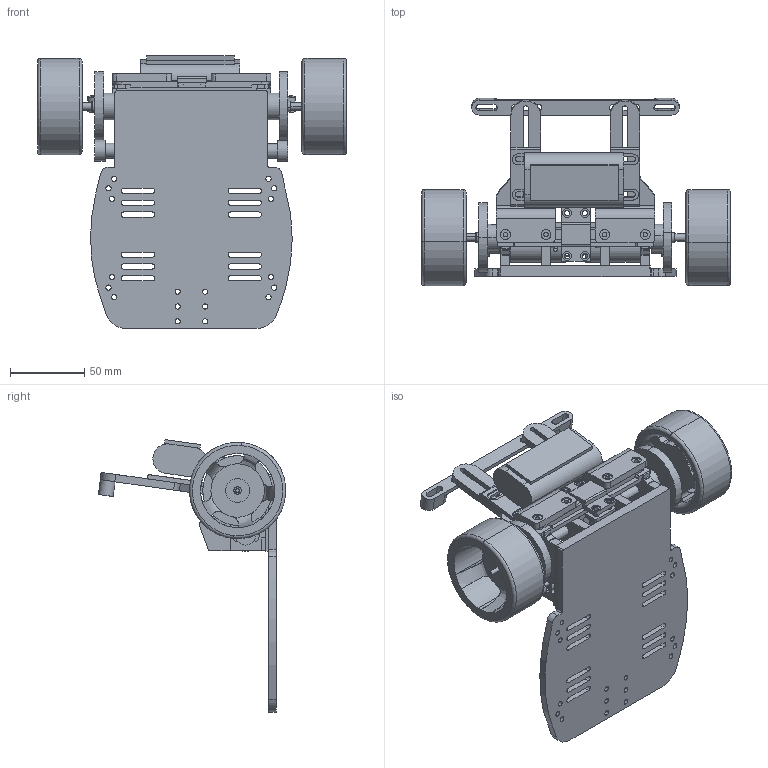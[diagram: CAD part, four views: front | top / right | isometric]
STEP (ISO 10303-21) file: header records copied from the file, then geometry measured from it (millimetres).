
FILE_DESCRIPTION (( 'STEP AP214' ), '1' );
FILE_NAME ('眻蕾陬耀.STEP', '2022-03-07T04:59:01', ( '' ), ( '' ), 'SwSTEP 2.0', 'SolidWorks 2014', '' );
FILE_SCHEMA (( 'AUTOMOTIVE_DESIGN' ));
Length unit declared in the file: millimetre
Products named in the file (15): 湮喘謫; 綴蟀諉殤; 扜砉芛-嘐隅殤1; 陬旯; 萇喀潠耀; 萇喀殤; 12mm粣創; 眻蕾陬耀; 陬謫; 盓殤_等創啣; 扜砉芛-盓殤; 陬謫粣; 萇儂喘謫; 萇儂; 悵厥殤
Assembly tree (23 placements, depth 2):
  眻蕾陬耀
    陬旯
    綴蟀諉殤
    盓殤_等創啣  x2
    萇喀潠耀
    悵厥殤
    萇喀殤
    扜砉芛-嘐隅殤1
    扜砉芛-盓殤
    萇儂  x2
    12mm粣創  x4
    陬謫粣  x2
    陬謫  x2
    湮喘謫  x2
    萇儂喘謫  x2
Bounding box: 208.34 x 126.33 x 183.93 mm (x, y, z)
Volume: 355169.4 mm3; surface area: 168444.9 mm2
Topology: 23 solids, 23 shells, 1018 faces, 2626 edges, 1712 vertices
Faces by surface type: cylinder 474, plane 458, torus 68, bspline 14, cone 4
Entity records: 28853 total; most frequent: CARTESIAN_POINT 5594, DIRECTION 4400, ORIENTED_EDGE 4098, EDGE_CURVE 2049, AXIS2_PLACEMENT_3D 1616, VERTEX_POINT 1344, VECTOR 1168, LINE 1168
